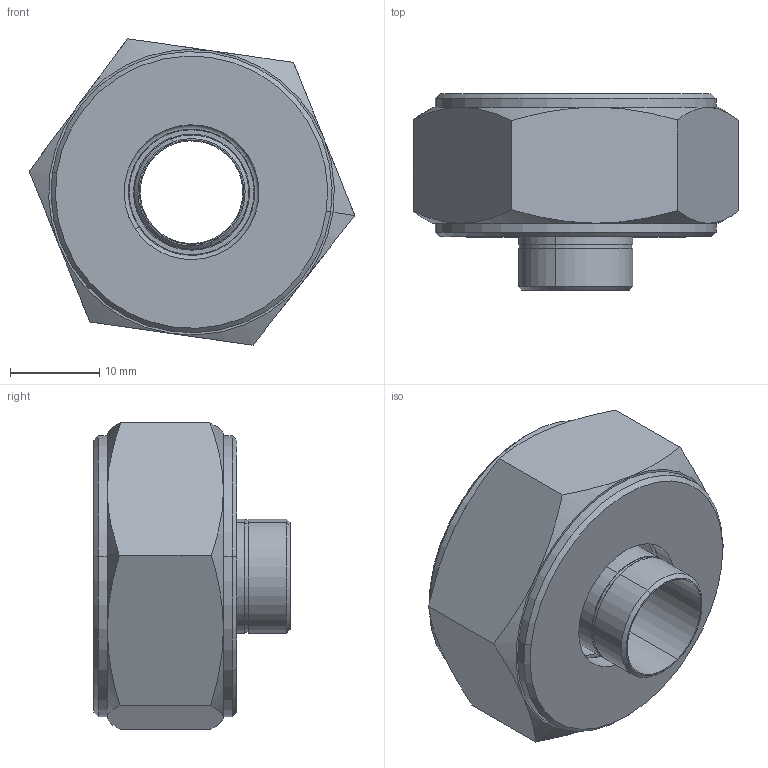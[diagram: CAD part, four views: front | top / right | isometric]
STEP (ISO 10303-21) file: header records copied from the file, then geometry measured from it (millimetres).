
FILE_DESCRIPTION (( 'STEP AP214' ), '1' );
FILE_NAME ('210.3325.000.STEP', '2020-02-04T09:37:05', ( '' ), ( '' ), 'SwSTEP 2.0', 'SolidWorks 2016', '' );
FILE_SCHEMA (( 'AUTOMOTIVE_DESIGN' ));
Length unit declared in the file: millimetre
Products named in the file (4): 4-3250 g_Standard; 210.3325.000; 3-3175 h_Standard; 4-5179 b_Standard
Assembly tree (3 placements, depth 2):
  210.3325.000
    4-5179 b_Standard
    4-3250 g_Standard
    3-3175 h_Standard
Bounding box: 36.48 x 21.97 x 34.33 mm (x, y, z)
Volume: 9353.5 mm3; surface area: 7018.7 mm2
Topology: 3 solids, 3 shells, 87 faces, 183 edges, 111 vertices
Faces by surface type: cone 30, cylinder 28, plane 21, torus 8
Entity records: 2602 total; most frequent: CARTESIAN_POINT 534, DIRECTION 450, ORIENTED_EDGE 366, AXIS2_PLACEMENT_3D 199, EDGE_CURVE 183, VERTEX_POINT 111, CIRCLE 106, EDGE_LOOP 102
